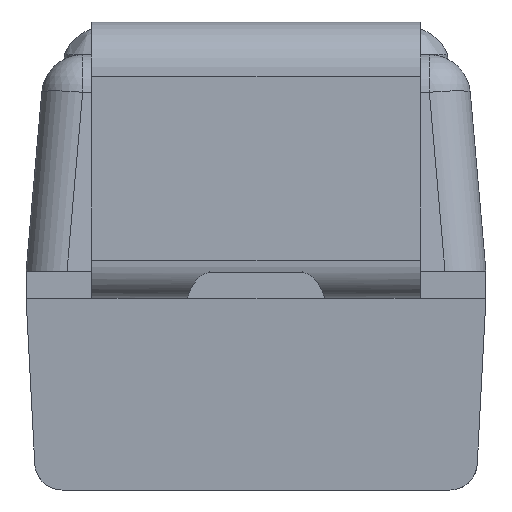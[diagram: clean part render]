
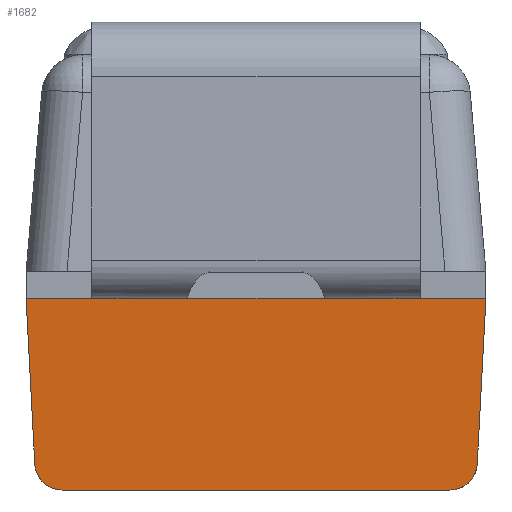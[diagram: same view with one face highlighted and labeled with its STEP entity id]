
A CAD part, front view. The second image highlights one B-rep face of the part: STEP entity #1682.
In plain terms, the highlighted planar face has unit normal (0, -0.999, -0.052).
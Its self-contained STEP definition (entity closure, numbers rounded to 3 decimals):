
#32=ELLIPSE('',#1742,0.1,0.1);
#39=ELLIPSE('',#1815,0.1,0.1);
#176=FACE_OUTER_BOUND('',#265,.T.);
#265=EDGE_LOOP('',(#1222,#1223,#1224,#1225,#1226,#1227,#1228,#1229,#1230,
#1231));
#312=LINE('',#2363,#474);
#314=LINE('',#2369,#476);
#320=LINE('',#2381,#482);
#337=LINE('',#2424,#499);
#385=LINE('',#2670,#547);
#386=LINE('',#2671,#548);
#387=LINE('',#2672,#549);
#388=LINE('',#2673,#550);
#474=VECTOR('',#1893,10.);
#476=VECTOR('',#1897,10.);
#482=VECTOR('',#1905,10.);
#499=VECTOR('',#1938,10.);
#547=VECTOR('',#2130,10.);
#548=VECTOR('',#2131,10.);
#549=VECTOR('',#2132,10.);
#550=VECTOR('',#2133,10.);
#634=VERTEX_POINT('',#2357);
#636=VERTEX_POINT('',#2361);
#637=VERTEX_POINT('',#2365);
#639=VERTEX_POINT('',#2368);
#642=VERTEX_POINT('',#2375);
#644=VERTEX_POINT('',#2379);
#659=VERTEX_POINT('',#2414);
#660=VERTEX_POINT('',#2416);
#662=VERTEX_POINT('',#2422);
#712=VERTEX_POINT('',#2666);
#784=EDGE_CURVE('',#636,#634,#312,.T.);
#786=EDGE_CURVE('',#637,#639,#314,.T.);
#792=EDGE_CURVE('',#644,#642,#320,.T.);
#808=EDGE_CURVE('',#659,#660,#32,.T.);
#812=EDGE_CURVE('',#659,#662,#337,.T.);
#901=EDGE_CURVE('',#712,#662,#39,.T.);
#902=EDGE_CURVE('',#639,#712,#385,.T.);
#903=EDGE_CURVE('',#642,#637,#386,.T.);
#904=EDGE_CURVE('',#634,#644,#387,.T.);
#905=EDGE_CURVE('',#636,#660,#388,.T.);
#1222=ORIENTED_EDGE('',*,*,#901,.F.);
#1223=ORIENTED_EDGE('',*,*,#902,.F.);
#1224=ORIENTED_EDGE('',*,*,#786,.F.);
#1225=ORIENTED_EDGE('',*,*,#903,.F.);
#1226=ORIENTED_EDGE('',*,*,#792,.F.);
#1227=ORIENTED_EDGE('',*,*,#904,.F.);
#1228=ORIENTED_EDGE('',*,*,#784,.F.);
#1229=ORIENTED_EDGE('',*,*,#905,.T.);
#1230=ORIENTED_EDGE('',*,*,#808,.F.);
#1231=ORIENTED_EDGE('',*,*,#812,.T.);
#1517=PLANE('',#1816);
#1682=ADVANCED_FACE('',(#176),#1517,.T.);
#1742=AXIS2_PLACEMENT_3D('',#2417,#1930,#1931);
#1815=AXIS2_PLACEMENT_3D('',#2668,#2126,#2127);
#1816=AXIS2_PLACEMENT_3D('',#2669,#2128,#2129);
#1893=DIRECTION('',(1.,0.,0.));
#1897=DIRECTION('',(1.,0.,0.));
#1905=DIRECTION('',(1.,0.,0.));
#1930=DIRECTION('center_axis',(0.,0.999,0.052));
#1931=DIRECTION('ref_axis',(0.,0.052,-0.999));
#1938=DIRECTION('',(1.,0.,0.));
#2126=DIRECTION('center_axis',(0.,0.999,0.052));
#2127=DIRECTION('ref_axis',(0.,0.052,-0.999));
#2128=DIRECTION('center_axis',(0.,-0.999,
-0.052));
#2129=DIRECTION('ref_axis',(-1.,0.,0.));
#2130=DIRECTION('',(-0.052,0.052,-0.997));
#2131=DIRECTION('',(1.,0.,0.));
#2132=DIRECTION('',(1.,0.,0.));
#2133=DIRECTION('',(0.052,0.052,-0.997));
#2357=CARTESIAN_POINT('',(-1.217,6.375,0.));
#2361=CARTESIAN_POINT('',(-1.457,6.375,0.));
#2363=CARTESIAN_POINT('',(-1.457,6.375,0.));
#2365=CARTESIAN_POINT('',(-0.017,6.375,0.));
#2368=CARTESIAN_POINT('',(0.223,6.375,0.));
#2369=CARTESIAN_POINT('',(-1.457,6.375,0.));
#2375=CARTESIAN_POINT('',(-0.367,6.375,0.));
#2379=CARTESIAN_POINT('',(-0.867,6.375,0.));
#2381=CARTESIAN_POINT('',(-1.457,6.375,0.));
#2414=CARTESIAN_POINT('',(-1.325,6.412,-0.7));
#2416=CARTESIAN_POINT('',(-1.425,6.407,-0.605));
#2417=CARTESIAN_POINT('Origin',(-1.325,6.406,-0.6));
#2422=CARTESIAN_POINT('',(0.092,6.412,-0.7));
#2424=CARTESIAN_POINT('',(-1.457,6.412,-0.7));
#2666=CARTESIAN_POINT('',(0.192,6.407,-0.605));
#2668=CARTESIAN_POINT('Origin',(0.092,6.406,-0.6));
#2669=CARTESIAN_POINT('Origin',(-1.457,6.375,0.));
#2670=CARTESIAN_POINT('',(0.221,6.377,-0.044));
#2671=CARTESIAN_POINT('',(-0.197,6.375,0.));
#2672=CARTESIAN_POINT('',(-0.197,6.375,0.));
#2673=CARTESIAN_POINT('',(-1.452,6.379,-0.081));
